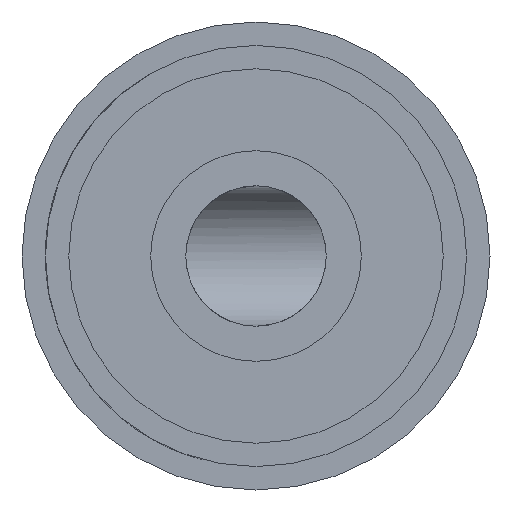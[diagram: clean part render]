
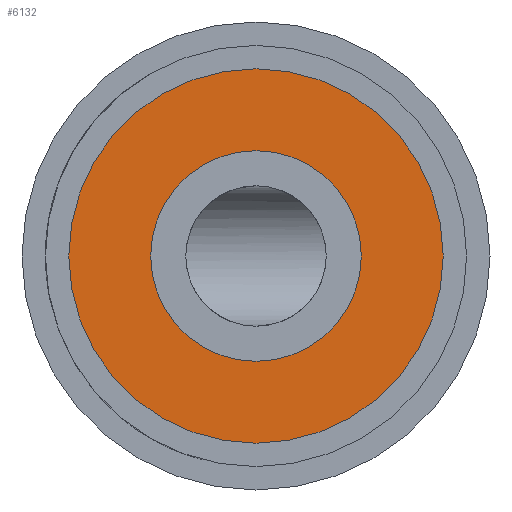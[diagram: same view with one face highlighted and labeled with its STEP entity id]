
A CAD part, left-side view. The second image highlights one B-rep face of the part: STEP entity #6132.
In plain terms, the highlighted planar face has unit normal (-1, 0, 0).
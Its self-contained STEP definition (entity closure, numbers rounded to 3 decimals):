
#103 = ORIENTED_EDGE ( 'NONE', *, *, #1626, .T. ) ;
#352 = CARTESIAN_POINT ( 'NONE',  ( 0., 0., -8. ) ) ;
#515 = VERTEX_POINT ( 'NONE', #7637 ) ;
#589 = VERTEX_POINT ( 'NONE', #1335 ) ;
#650 = CIRCLE ( 'NONE', #2371, 4.5 ) ;
#849 = CARTESIAN_POINT ( 'NONE',  ( 0., 0., 4.5 ) ) ;
#1020 = DIRECTION ( 'NONE',  ( 1., 0., 0. ) ) ;
#1321 = ORIENTED_EDGE ( 'NONE', *, *, #5969, .T. ) ;
#1335 = CARTESIAN_POINT ( 'NONE',  ( 0., 0., 8. ) ) ;
#1411 = CIRCLE ( 'NONE', #7076, 4.5 ) ;
#1588 = DIRECTION ( 'NONE',  ( -1., 0., 0. ) ) ;
#1626 = EDGE_CURVE ( 'NONE', #515, #5150, #1411, .T. ) ;
#1748 = EDGE_LOOP ( 'NONE', ( #3561, #103 ) ) ;
#1914 = DIRECTION ( 'NONE',  ( 0., 0., -1. ) ) ;
#2100 = CARTESIAN_POINT ( 'NONE',  ( 0., 0., 0. ) ) ;
#2221 = CARTESIAN_POINT ( 'NONE',  ( 0., 0., 0. ) ) ;
#2371 = AXIS2_PLACEMENT_3D ( 'NONE', #2100, #6667, #4149 ) ;
#2505 = CARTESIAN_POINT ( 'NONE',  ( 0., 0., 0. ) ) ;
#2544 = FACE_BOUND ( 'NONE', #1748, .T. ) ;
#2662 = ORIENTED_EDGE ( 'NONE', *, *, #5151, .T. ) ;
#2838 = DIRECTION ( 'NONE',  ( -1., 0., 0. ) ) ;
#3535 = DIRECTION ( 'NONE',  ( 0., 0., -1. ) ) ;
#3549 = AXIS2_PLACEMENT_3D ( 'NONE', #2221, #2838, #7249 ) ;
#3561 = ORIENTED_EDGE ( 'NONE', *, *, #5847, .T. ) ;
#4029 = CARTESIAN_POINT ( 'NONE',  ( 0., 0., 0. ) ) ;
#4149 = DIRECTION ( 'NONE',  ( 0., 0., -1. ) ) ;
#4434 = EDGE_LOOP ( 'NONE', ( #1321, #2662 ) ) ;
#4477 = AXIS2_PLACEMENT_3D ( 'NONE', #5829, #1588, #4716 ) ;
#4716 = DIRECTION ( 'NONE',  ( 0., 0., 1. ) ) ;
#5008 = DIRECTION ( 'NONE',  ( 1., 0., 0. ) ) ;
#5150 = VERTEX_POINT ( 'NONE', #849 ) ;
#5151 = EDGE_CURVE ( 'NONE', #6249, #589, #8040, .T. ) ;
#5829 = CARTESIAN_POINT ( 'NONE',  ( 0., 0., 0. ) ) ;
#5847 = EDGE_CURVE ( 'NONE', #5150, #515, #650, .T. ) ;
#5969 = EDGE_CURVE ( 'NONE', #589, #6249, #6836, .T. ) ;
#6132 = ADVANCED_FACE ( 'NONE', ( #2544, #7647 ), #6460, .F. ) ;
#6182 = AXIS2_PLACEMENT_3D ( 'NONE', #2505, #5008, #1914 ) ;
#6249 = VERTEX_POINT ( 'NONE', #352 ) ;
#6460 = PLANE ( 'NONE',  #6182 ) ;
#6667 = DIRECTION ( 'NONE',  ( 1., 0., 0. ) ) ;
#6836 = CIRCLE ( 'NONE', #3549, 8. ) ;
#7076 = AXIS2_PLACEMENT_3D ( 'NONE', #4029, #1020, #3535 ) ;
#7249 = DIRECTION ( 'NONE',  ( 0., 0., 1. ) ) ;
#7637 = CARTESIAN_POINT ( 'NONE',  ( 0., 0., -4.5 ) ) ;
#7647 = FACE_OUTER_BOUND ( 'NONE', #4434, .T. ) ;
#8040 = CIRCLE ( 'NONE', #4477, 8. ) ;
